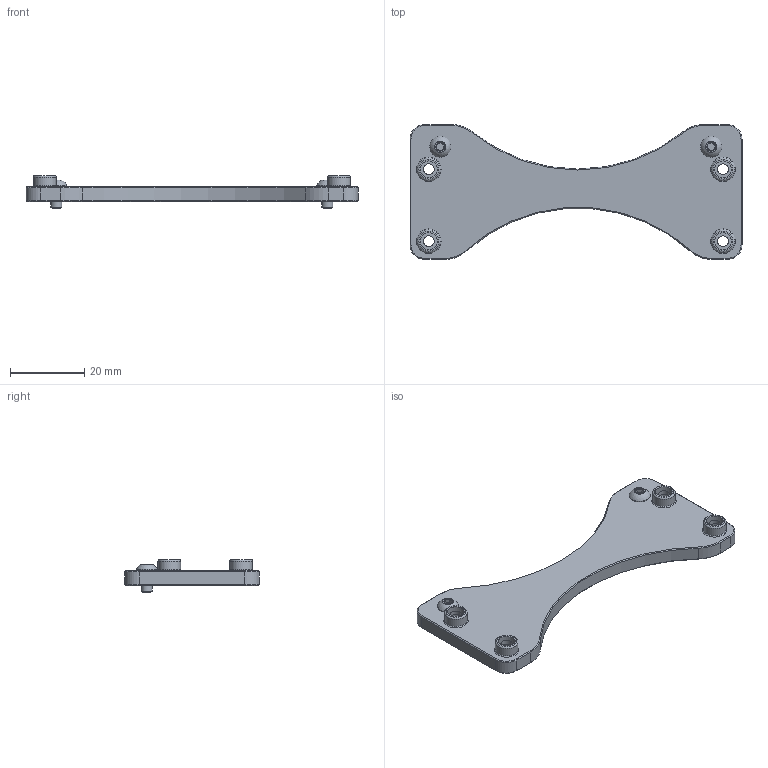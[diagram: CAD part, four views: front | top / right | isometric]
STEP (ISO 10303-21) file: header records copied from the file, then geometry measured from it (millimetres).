
FILE_DESCRIPTION(/* description */ (''),/* implementation_level */ '2;1');
FILE_NAME(/* name */ 'V0_U2C_mount v1.step',/* time_stamp */ '2022-06-18T09:46:29-05:00',/* author */ (''),/* organization */ (''),/* preprocessor_version */ 'ST-DEVELOPER v18.1',/* originating_system */ 'Autodesk Translation Framework v10.14.0.1471',/* authorisation */ '');
FILE_SCHEMA (('AUTOMOTIVE_DESIGN { 1 0 10303 214 3 1 1 }'));
Length unit declared in the file: millimetre
Products named in the file (2): V0_U2C_mount; V0 U2C mount
Assembly tree (1 placements, depth 2):
  V0_U2C_mount
    V0 U2C mount
Bounding box: 89.45 x 36.35 x 8.86 mm (x, y, z)
Volume: 8416.5 mm3; surface area: 5973.6 mm2
Topology: 3 solids, 3 shells, 128 faces, 257 edges, 149 vertices
Faces by surface type: plane 48, cone 46, cylinder 28, torus 4, sphere 2
Full cylindrical faces by diameter (mm): 2.9 x4, 3 x2, 3.4 x2, 4.7 x4, 5.7 x2, 6.1 x4
Entity records: 3361 total; most frequent: DIRECTION 624, CARTESIAN_POINT 561, ORIENTED_EDGE 514, EDGE_CURVE 257, AXIS2_PLACEMENT_3D 248, EDGE_LOOP 154, VERTEX_POINT 149, FACE_OUTER_BOUND 128
